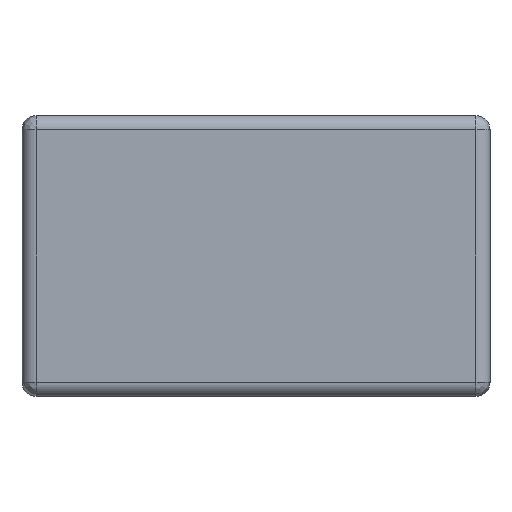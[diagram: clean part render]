
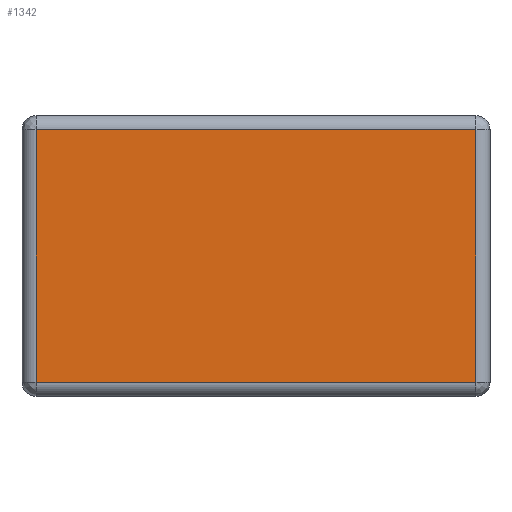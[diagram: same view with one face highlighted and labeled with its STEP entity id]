
A CAD part, left-side view. The second image highlights one B-rep face of the part: STEP entity #1342.
In plain terms, the highlighted planar face has unit normal (-1, 0, 0).
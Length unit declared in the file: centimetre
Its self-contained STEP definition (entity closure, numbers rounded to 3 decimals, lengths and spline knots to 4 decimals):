
#15 = DIRECTION ( 'NONE',  ( 0., 0., 1. ) ) ;
#118 = DIRECTION ( 'NONE',  ( 0., 0., -1. ) ) ;
#241 = CARTESIAN_POINT ( 'NONE',  ( -0.16, 0.1175, 0.075 ) ) ;
#402 = VECTOR ( 'NONE', #410, 100. ) ;
#410 = DIRECTION ( 'NONE',  ( 0., 1., 0. ) ) ;
#504 = EDGE_CURVE ( 'NONE', #1726, #2890, #1824, .T. ) ;
#779 = EDGE_CURVE ( 'NONE', #1181, #1726, #1044, .T. ) ;
#848 = CARTESIAN_POINT ( 'NONE',  ( -0.16, -0.125, 0.1425 ) ) ;
#872 = CARTESIAN_POINT ( 'NONE',  ( -0.16, -0.1175, 0.0075 ) ) ;
#1013 = LINE ( 'NONE', #2693, #402 ) ;
#1021 = ORIENTED_EDGE ( 'NONE', *, *, #504, .F. ) ;
#1044 = LINE ( 'NONE', #848, #2813 ) ;
#1106 = FACE_OUTER_BOUND ( 'NONE', #2289, .T. ) ;
#1174 = CARTESIAN_POINT ( 'NONE',  ( -0.16, 0.1175, 0.0075 ) ) ;
#1181 = VERTEX_POINT ( 'NONE', #2683 ) ;
#1191 = VECTOR ( 'NONE', #1873, 100. ) ;
#1201 = ORIENTED_EDGE ( 'NONE', *, *, #779, .F. ) ;
#1342 = ADVANCED_FACE ( 'NONE', ( #1106 ), #1844, .T. ) ;
#1387 = DIRECTION ( 'NONE',  ( -1., 0., 0. ) ) ;
#1414 = VERTEX_POINT ( 'NONE', #1174 ) ;
#1565 = ORIENTED_EDGE ( 'NONE', *, *, #2818, .F. ) ;
#1726 = VERTEX_POINT ( 'NONE', #2669 ) ;
#1824 = LINE ( 'NONE', #1845, #2964 ) ;
#1844 = PLANE ( 'NONE',  #2144 ) ;
#1845 = CARTESIAN_POINT ( 'NONE',  ( -0.16, -0.1175, 0.075 ) ) ;
#1873 = DIRECTION ( 'NONE',  ( 0., 0., 1. ) ) ;
#2018 = EDGE_CURVE ( 'NONE', #1414, #1181, #2398, .T. ) ;
#2144 = AXIS2_PLACEMENT_3D ( 'NONE', #2752, #1387, #15 ) ;
#2289 = EDGE_LOOP ( 'NONE', ( #1565, #1021, #1201, #2307 ) ) ;
#2307 = ORIENTED_EDGE ( 'NONE', *, *, #2018, .F. ) ;
#2398 = LINE ( 'NONE', #241, #1191 ) ;
#2669 = CARTESIAN_POINT ( 'NONE',  ( -0.16, -0.1175, 0.1425 ) ) ;
#2683 = CARTESIAN_POINT ( 'NONE',  ( -0.16, 0.1175, 0.1425 ) ) ;
#2693 = CARTESIAN_POINT ( 'NONE',  ( -0.16, -0.125, 0.0075 ) ) ;
#2752 = CARTESIAN_POINT ( 'NONE',  ( -0.16, -0.125, 0.075 ) ) ;
#2813 = VECTOR ( 'NONE', #2915, 100. ) ;
#2818 = EDGE_CURVE ( 'NONE', #2890, #1414, #1013, .T. ) ;
#2890 = VERTEX_POINT ( 'NONE', #872 ) ;
#2915 = DIRECTION ( 'NONE',  ( 0., -1., 0. ) ) ;
#2964 = VECTOR ( 'NONE', #118, 100. ) ;
